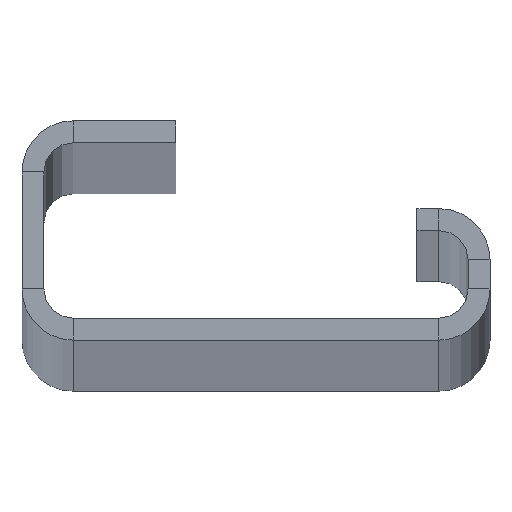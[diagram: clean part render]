
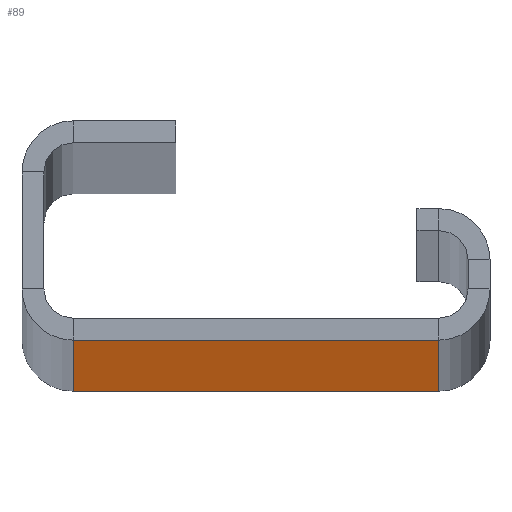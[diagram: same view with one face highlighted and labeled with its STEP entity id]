
A CAD part, top view. The second image highlights one B-rep face of the part: STEP entity #89.
In plain terms, the highlighted planar face has unit normal (0, -1, 0).
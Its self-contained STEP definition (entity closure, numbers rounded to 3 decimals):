
#21 = VERTEX_POINT ( 'NONE', #606 ) ;
#63 = LINE ( 'NONE', #403, #658 ) ;
#65 = LINE ( 'NONE', #713, #241 ) ;
#70 = DIRECTION ( 'NONE',  ( 0., 0., 1. ) ) ;
#89 = ADVANCED_FACE ( 'NONE', ( #471 ), #483, .F. ) ;
#107 = ORIENTED_EDGE ( 'NONE', *, *, #438, .T. ) ;
#181 = ORIENTED_EDGE ( 'NONE', *, *, #339, .F. ) ;
#183 = EDGE_CURVE ( 'NONE', #467, #21, #63, .T. ) ;
#227 = DIRECTION ( 'NONE',  ( 0., 0., -1. ) ) ;
#229 = VERTEX_POINT ( 'NONE', #946 ) ;
#241 = VECTOR ( 'NONE', #442, 1000. ) ;
#339 = EDGE_CURVE ( 'NONE', #467, #229, #693, .T. ) ;
#346 = ORIENTED_EDGE ( 'NONE', *, *, #475, .F. ) ;
#403 = CARTESIAN_POINT ( 'NONE',  ( -12.5, -7.5, 1000. ) ) ;
#438 = EDGE_CURVE ( 'NONE', #21, #534, #65, .T. ) ;
#442 = DIRECTION ( 'NONE',  ( 1., 0., 0. ) ) ;
#454 = DIRECTION ( 'NONE',  ( 0., 0., -1. ) ) ;
#467 = VERTEX_POINT ( 'NONE', #848 ) ;
#471 = FACE_OUTER_BOUND ( 'NONE', #530, .T. ) ;
#475 = EDGE_CURVE ( 'NONE', #229, #534, #662, .T. ) ;
#483 = PLANE ( 'NONE',  #815 ) ;
#488 = ORIENTED_EDGE ( 'NONE', *, *, #183, .T. ) ;
#530 = EDGE_LOOP ( 'NONE', ( #107, #346, #181, #488 ) ) ;
#534 = VERTEX_POINT ( 'NONE', #670 ) ;
#547 = DIRECTION ( 'NONE',  ( 0., 1., 0. ) ) ;
#606 = CARTESIAN_POINT ( 'NONE',  ( -12.5, -7.5, -1000. ) ) ;
#616 = CARTESIAN_POINT ( 'NONE',  ( 12.5, -7.5, 1000. ) ) ;
#658 = VECTOR ( 'NONE', #454, 1000. ) ;
#662 = LINE ( 'NONE', #616, #870 ) ;
#670 = CARTESIAN_POINT ( 'NONE',  ( 12.5, -7.5, -1000. ) ) ;
#693 = LINE ( 'NONE', #784, #781 ) ;
#706 = DIRECTION ( 'NONE',  ( 1., 0., 0. ) ) ;
#713 = CARTESIAN_POINT ( 'NONE',  ( -12.5, -7.5, -1000. ) ) ;
#781 = VECTOR ( 'NONE', #706, 1000. ) ;
#784 = CARTESIAN_POINT ( 'NONE',  ( -12.5, -7.5, 1000. ) ) ;
#789 = CARTESIAN_POINT ( 'NONE',  ( -12.5, -7.5, 1000. ) ) ;
#815 = AXIS2_PLACEMENT_3D ( 'NONE', #789, #547, #70 ) ;
#848 = CARTESIAN_POINT ( 'NONE',  ( -12.5, -7.5, 1000. ) ) ;
#870 = VECTOR ( 'NONE', #227, 1000. ) ;
#946 = CARTESIAN_POINT ( 'NONE',  ( 12.5, -7.5, 1000. ) ) ;
